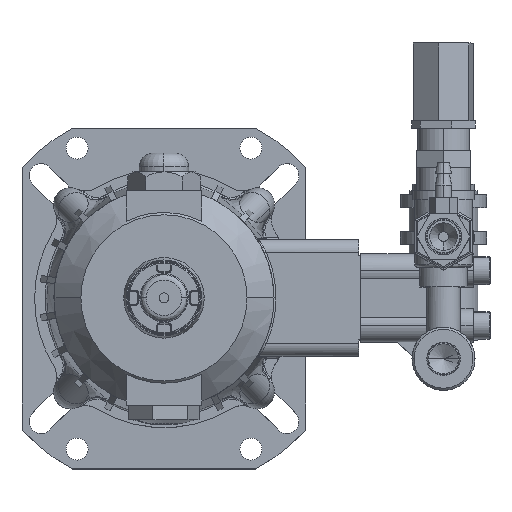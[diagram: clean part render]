
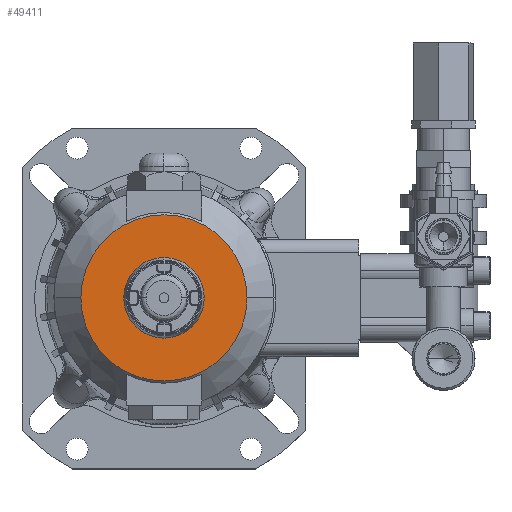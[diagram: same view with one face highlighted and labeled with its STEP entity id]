
A CAD part, top view. The second image highlights one B-rep face of the part: STEP entity #49411.
In plain terms, the highlighted planar face has unit normal (0, 0, 1).
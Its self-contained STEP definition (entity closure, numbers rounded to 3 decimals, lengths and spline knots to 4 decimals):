
#1565 = DIRECTION ( 'NONE',  ( 1., 0., 0. ) ) ;
#2144 = CARTESIAN_POINT ( 'NONE',  ( -6.0979, -2.8497, 13.914 ) ) ;
#2376 = VERTEX_POINT ( 'NONE', #13189 ) ;
#2524 = VERTEX_POINT ( 'NONE', #9571 ) ;
#3043 = VERTEX_POINT ( 'NONE', #33661 ) ;
#3818 = CIRCLE ( 'NONE', #27360, 1.5553 ) ;
#4556 = CARTESIAN_POINT ( 'NONE',  ( -6.0979, -2.8497, 13.914 ) ) ;
#4867 = EDGE_CURVE ( 'NONE', #3043, #2376, #3818, .T. ) ;
#6702 = DIRECTION ( 'NONE',  ( 1., 0., 0. ) ) ;
#6838 = CARTESIAN_POINT ( 'NONE',  ( -5.3443, -2.8497, 13.914 ) ) ;
#7938 = ORIENTED_EDGE ( 'NONE', *, *, #4867, .T. ) ;
#7971 = EDGE_CURVE ( 'NONE', #38391, #2524, #31999, .T. ) ;
#9118 = DIRECTION ( 'NONE',  ( 1., 0., 0. ) ) ;
#9571 = CARTESIAN_POINT ( 'NONE',  ( -6.8516, -2.8497, 13.914 ) ) ;
#9973 = EDGE_LOOP ( 'NONE', ( #28952, #35465 ) ) ;
#13189 = CARTESIAN_POINT ( 'NONE',  ( -7.6532, -2.8497, 13.914 ) ) ;
#13395 = FACE_OUTER_BOUND ( 'NONE', #32383, .T. ) ;
#13863 = CARTESIAN_POINT ( 'NONE',  ( -6.0979, -2.8497, 13.914 ) ) ;
#14865 = EDGE_CURVE ( 'NONE', #2524, #38391, #55154, .T. ) ;
#16863 = AXIS2_PLACEMENT_3D ( 'NONE', #55939, #28787, #1565 ) ;
#17604 = DIRECTION ( 'NONE',  ( 0., 0., 1. ) ) ;
#18445 = DIRECTION ( 'NONE',  ( 1., 0., 0. ) ) ;
#20816 = AXIS2_PLACEMENT_3D ( 'NONE', #4556, #36371, #9118 ) ;
#25471 = FACE_BOUND ( 'NONE', #9973, .T. ) ;
#26114 = AXIS2_PLACEMENT_3D ( 'NONE', #13863, #45670, #18445 ) ;
#27360 = AXIS2_PLACEMENT_3D ( 'NONE', #2144, #33932, #6702 ) ;
#28787 = DIRECTION ( 'NONE',  ( 0., 0., 1. ) ) ;
#28952 = ORIENTED_EDGE ( 'NONE', *, *, #7971, .F. ) ;
#31999 = CIRCLE ( 'NONE', #26114, 0.7537 ) ;
#32383 = EDGE_LOOP ( 'NONE', ( #7938, #40991 ) ) ;
#33661 = CARTESIAN_POINT ( 'NONE',  ( -4.5426, -2.8497, 13.914 ) ) ;
#33932 = DIRECTION ( 'NONE',  ( 0., 0., 1. ) ) ;
#35465 = ORIENTED_EDGE ( 'NONE', *, *, #14865, .F. ) ;
#36371 = DIRECTION ( 'NONE',  ( 0., 0., 1. ) ) ;
#38391 = VERTEX_POINT ( 'NONE', #6838 ) ;
#40991 = ORIENTED_EDGE ( 'NONE', *, *, #48842, .T. ) ;
#42939 = AXIS2_PLACEMENT_3D ( 'NONE', #44843, #17604, #49403 ) ;
#44843 = CARTESIAN_POINT ( 'NONE',  ( -6.0979, -2.8497, 13.914 ) ) ;
#45457 = CIRCLE ( 'NONE', #20816, 1.5553 ) ;
#45670 = DIRECTION ( 'NONE',  ( 0., 0., 1. ) ) ;
#48842 = EDGE_CURVE ( 'NONE', #2376, #3043, #45457, .T. ) ;
#49216 = PLANE ( 'NONE',  #42939 ) ;
#49403 = DIRECTION ( 'NONE',  ( 1., 0., 0. ) ) ;
#49411 = ADVANCED_FACE ( 'NONE', ( #13395, #25471 ), #49216, .T. ) ;
#55154 = CIRCLE ( 'NONE', #16863, 0.7537 ) ;
#55939 = CARTESIAN_POINT ( 'NONE',  ( -6.0979, -2.8497, 13.914 ) ) ;
